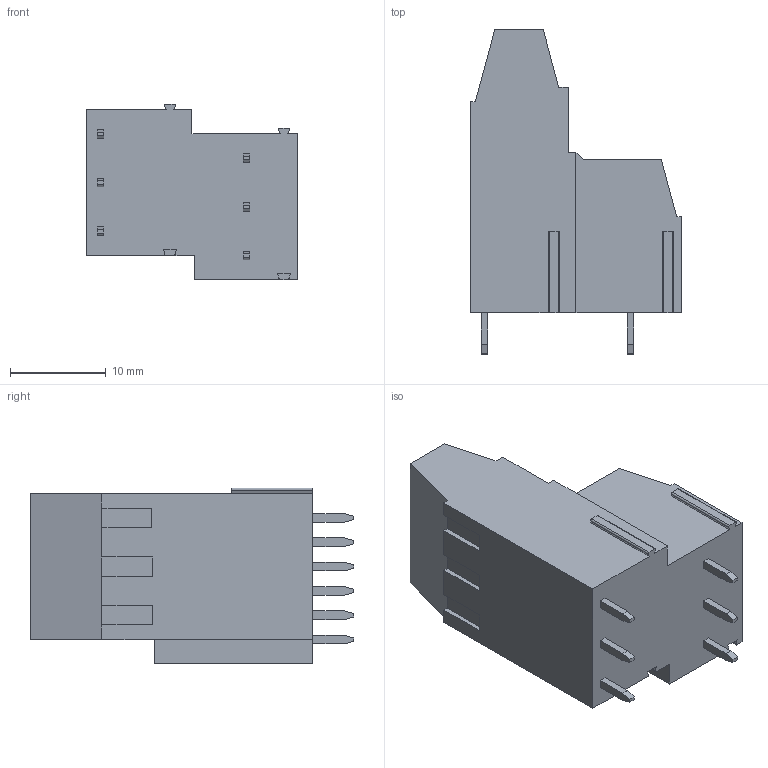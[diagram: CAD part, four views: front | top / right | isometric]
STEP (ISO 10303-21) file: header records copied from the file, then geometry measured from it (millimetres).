
FILE_DESCRIPTION(('STEP AP214'),'1');
FILE_NAME('MVD253-5,08-V.stp','2016-07-19T12:25:06',(' '),(' '),'Spatial InterOp 3D',' ',' ');
FILE_SCHEMA(('automotive_design'));
Length unit declared in the file: metre
Products named in the file (1): 1
Bounding box: 22 x 33.8 x 18.35 mm (x, y, z)
Volume: 6250.6 mm3; surface area: 4382.4 mm2
Topology: 1 solids, 7 shells, 394 faces, 1051 edges, 688 vertices
Faces by surface type: plane 332, cylinder 62
Full cylindrical faces by diameter (mm): 2.6 x6, 2.85 x6, 3.8 x6, 4 x6
Entity records: 15024 total; most frequent: CARTESIAN_POINT 2074, ORIENTED_EDGE 2018, DIRECTION 1941, EDGE_CURVE 1009, LINE 867, VECTOR 867, VERTEX_POINT 670, AXIS2_PLACEMENT_3D 537
